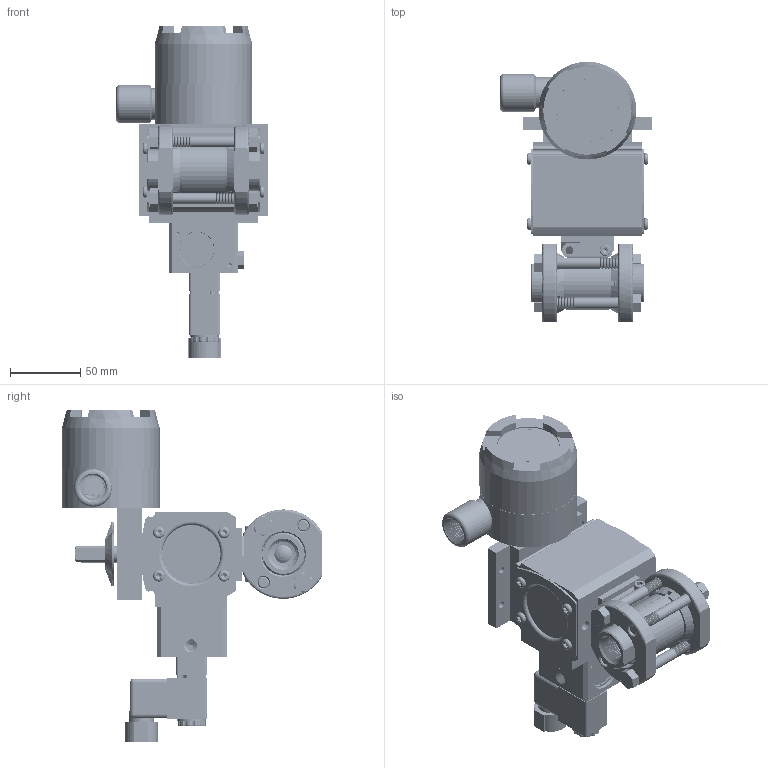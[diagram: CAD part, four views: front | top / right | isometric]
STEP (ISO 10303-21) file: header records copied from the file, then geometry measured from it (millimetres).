
FILE_DESCRIPTION (( 'STEP AP203' ), '1' );
FILE_NAME ('25XXSESA512D4GPDCLS.step', '2018-09-04T19:30:26', ( '' ), ( '' ), 'SwSTEP 2.0', 'SolidWorks 2018', '' );
FILE_SCHEMA (( 'CONFIG_CONTROL_DESIGN' ));
Length unit declared in the file: inch
Products named in the file (1): 25XXSESA512D4GPDCLS
Bounding box: 107.71 x 184.85 x 235.76 mm (x, y, z)
Volume: 663878.9 mm3; surface area: 252255.4 mm2
Topology: 51 solids, 51 shells, 4684 faces, 12574 edges, 8005 vertices
Faces by surface type: cylinder 2095, cone 1433, plane 765, bspline 201, torus 184, sphere 6
Entity records: 234276 total; most frequent: CARTESIAN_POINT 121349, ORIENTED_EDGE 24784, DIRECTION 23284, EDGE_CURVE 12392, AXIS2_PLACEMENT_3D 9353, VERTEX_POINT 8001, EDGE_LOOP 5047, CIRCLE 4869
